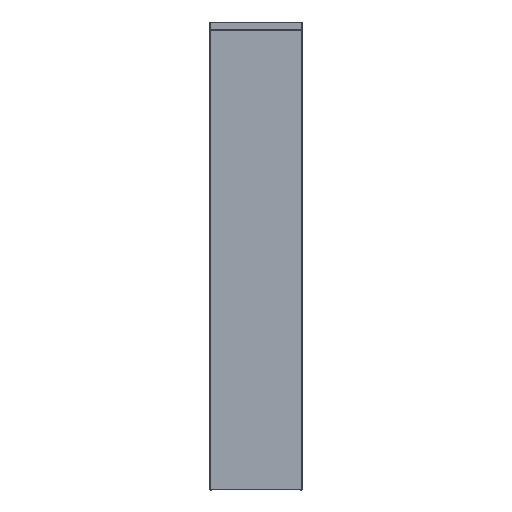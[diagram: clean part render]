
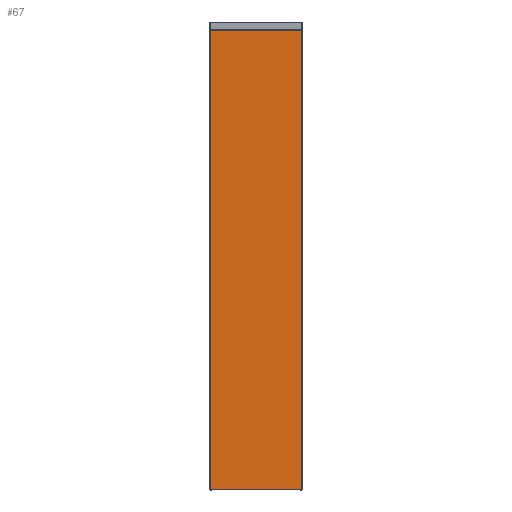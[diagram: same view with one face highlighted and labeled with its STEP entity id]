
A CAD part, front view. The second image highlights one B-rep face of the part: STEP entity #67.
In plain terms, the highlighted planar face has unit normal (0, -1, 0).
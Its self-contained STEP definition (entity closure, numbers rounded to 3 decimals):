
#67=ADVANCED_FACE('',(#166),#1392,.T.);
#166=FACE_OUTER_BOUND('',#265,.T.);
#265=EDGE_LOOP('',(#552,#553,#554,#555));
#552=ORIENTED_EDGE('',*,*,#882,.F.);
#553=ORIENTED_EDGE('',*,*,#881,.F.);
#554=ORIENTED_EDGE('',*,*,#877,.T.);
#555=ORIENTED_EDGE('',*,*,#880,.F.);
#877=EDGE_CURVE('',#1217,#1277,#1119,.T.);
#880=EDGE_CURVE('',#1279,#1277,#1121,.T.);
#881=EDGE_CURVE('',#1217,#1280,#1122,.T.);
#882=EDGE_CURVE('',#1280,#1279,#1123,.T.);
#1119=B_SPLINE_CURVE_WITH_KNOTS('',1,(#4094,#4095),.UNSPECIFIED.,.F.,.F.,
(2,2),(-596.,0.),.UNSPECIFIED.);
#1121=B_SPLINE_CURVE_WITH_KNOTS('',1,(#4101,#4102),.UNSPECIFIED.,.F.,.F.,
(2,2),(0.,2995.555),.UNSPECIFIED.);
#1122=B_SPLINE_CURVE_WITH_KNOTS('',1,(#4103,#4104),.UNSPECIFIED.,.F.,.F.,
(2,2),(0.,2995.555),.UNSPECIFIED.);
#1123=B_SPLINE_CURVE_WITH_KNOTS('',1,(#4105,#4106),.UNSPECIFIED.,.F.,.F.,
(2,2),(0.,596.),.UNSPECIFIED.);
#1217=VERTEX_POINT('',#3550);
#1277=VERTEX_POINT('',#3610);
#1279=VERTEX_POINT('',#3612);
#1280=VERTEX_POINT('',#3613);
#1392=PLANE('',#1454);
#1454=AXIS2_PLACEMENT_3D('',#2296,#1499,$);
#1499=DIRECTION('',(0.,-1.,0.));
#2296=CARTESIAN_POINT('',(361.333,0.,-303.289));
#3550=CARTESIAN_POINT('',(-298.,0.,0.));
#3610=CARTESIAN_POINT('',(298.,0.,0.));
#3612=CARTESIAN_POINT('',(298.,0.,2995.555));
#3613=CARTESIAN_POINT('',(-298.,0.,2995.555));
#4094=CARTESIAN_POINT('',(-298.,0.,0.));
#4095=CARTESIAN_POINT('',(298.,0.,0.));
#4101=CARTESIAN_POINT('',(298.,0.,2995.555));
#4102=CARTESIAN_POINT('',(298.,0.,0.));
#4103=CARTESIAN_POINT('',(-298.,0.,0.));
#4104=CARTESIAN_POINT('',(-298.,0.,2995.555));
#4105=CARTESIAN_POINT('',(-298.,0.,2995.555));
#4106=CARTESIAN_POINT('',(298.,0.,2995.555));
